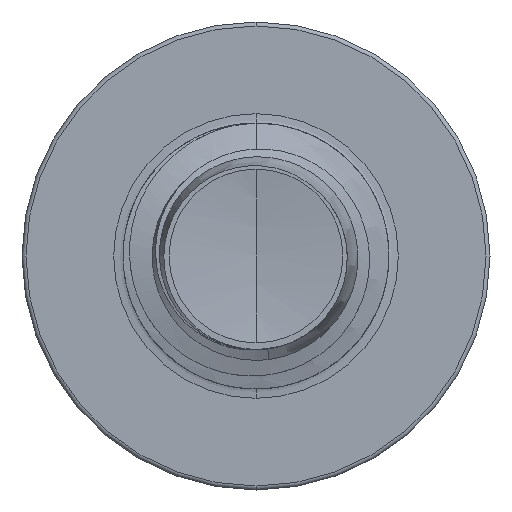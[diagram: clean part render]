
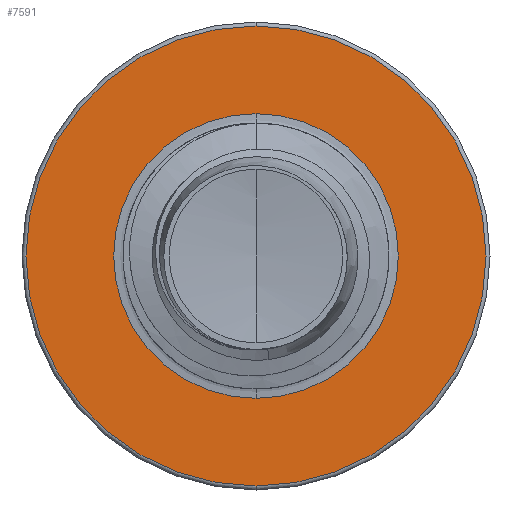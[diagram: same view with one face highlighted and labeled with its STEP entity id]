
A CAD part, front view. The second image highlights one B-rep face of the part: STEP entity #7591.
In plain terms, the highlighted planar face has unit normal (0, -1, 0).
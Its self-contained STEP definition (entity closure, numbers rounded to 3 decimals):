
#303 = CIRCLE ( 'NONE', #20213, 2.677 ) ;
#1359 = AXIS2_PLACEMENT_3D ( 'NONE', #4491, #23613, #7337 ) ;
#2278 = DIRECTION ( 'NONE',  ( 0., 0., 1. ) ) ;
#2445 = DIRECTION ( 'NONE',  ( 0., 1., 0. ) ) ;
#3719 = AXIS2_PLACEMENT_3D ( 'NONE', #5290, #24369, #8124 ) ;
#4491 = CARTESIAN_POINT ( 'NONE',  ( 0., 15., 0. ) ) ;
#5238 = EDGE_CURVE ( 'NONE', #32707, #11895, #28055, .T. ) ;
#5285 = CARTESIAN_POINT ( 'NONE',  ( 0., 15., 2.677 ) ) ;
#5290 = CARTESIAN_POINT ( 'NONE',  ( 0., 15., 0. ) ) ;
#6014 = CIRCLE ( 'NONE', #21416, 4.325 ) ;
#7337 = DIRECTION ( 'NONE',  ( 0., 0., 1. ) ) ;
#7355 = FACE_BOUND ( 'NONE', #33554, .T. ) ;
#7591 = ADVANCED_FACE ( 'NONE', ( #13859, #7355 ), #26916, .F. ) ;
#8124 = DIRECTION ( 'NONE',  ( 0., 0., 1. ) ) ;
#8324 = EDGE_CURVE ( 'NONE', #8373, #23028, #18492, .T. ) ;
#8373 = VERTEX_POINT ( 'NONE', #13699 ) ;
#9983 = EDGE_CURVE ( 'NONE', #23028, #8373, #6014, .T. ) ;
#10930 = DIRECTION ( 'NONE',  ( 0., 0., 1. ) ) ;
#11895 = VERTEX_POINT ( 'NONE', #27697 ) ;
#13459 = EDGE_CURVE ( 'NONE', #11895, #32707, #303, .T. ) ;
#13575 = CARTESIAN_POINT ( 'NONE',  ( 0., 15., 4.325 ) ) ;
#13699 = CARTESIAN_POINT ( 'NONE',  ( 0., 15., -4.325 ) ) ;
#13859 = FACE_OUTER_BOUND ( 'NONE', #29382, .T. ) ;
#17161 = ORIENTED_EDGE ( 'NONE', *, *, #5238, .T. ) ;
#17906 = ORIENTED_EDGE ( 'NONE', *, *, #8324, .F. ) ;
#18492 = CIRCLE ( 'NONE', #3719, 4.325 ) ;
#18799 = DIRECTION ( 'NONE',  ( 0., 1., 0. ) ) ;
#18971 = CARTESIAN_POINT ( 'NONE',  ( 0., 15., 0. ) ) ;
#19000 = CARTESIAN_POINT ( 'NONE',  ( 0., 15., -2.677 ) ) ;
#20019 = ORIENTED_EDGE ( 'NONE', *, *, #9983, .F. ) ;
#20213 = AXIS2_PLACEMENT_3D ( 'NONE', #34630, #18799, #2278 ) ;
#21416 = AXIS2_PLACEMENT_3D ( 'NONE', #18971, #2445, #21643 ) ;
#21643 = DIRECTION ( 'NONE',  ( 0., 0., 1. ) ) ;
#23028 = VERTEX_POINT ( 'NONE', #13575 ) ;
#23613 = DIRECTION ( 'NONE',  ( 0., 1., 0. ) ) ;
#24369 = DIRECTION ( 'NONE',  ( 0., 1., 0. ) ) ;
#25941 = ORIENTED_EDGE ( 'NONE', *, *, #13459, .T. ) ;
#26916 = PLANE ( 'NONE',  #33349 ) ;
#27036 = DIRECTION ( 'NONE',  ( 0., 1., 0. ) ) ;
#27697 = CARTESIAN_POINT ( 'NONE',  ( 0., 15., -2.677 ) ) ;
#28055 = CIRCLE ( 'NONE', #1359, 2.677 ) ;
#29382 = EDGE_LOOP ( 'NONE', ( #20019, #17906 ) ) ;
#32707 = VERTEX_POINT ( 'NONE', #5285 ) ;
#33349 = AXIS2_PLACEMENT_3D ( 'NONE', #19000, #27036, #10930 ) ;
#33554 = EDGE_LOOP ( 'NONE', ( #17161, #25941 ) ) ;
#34630 = CARTESIAN_POINT ( 'NONE',  ( 0., 15., 0. ) ) ;
